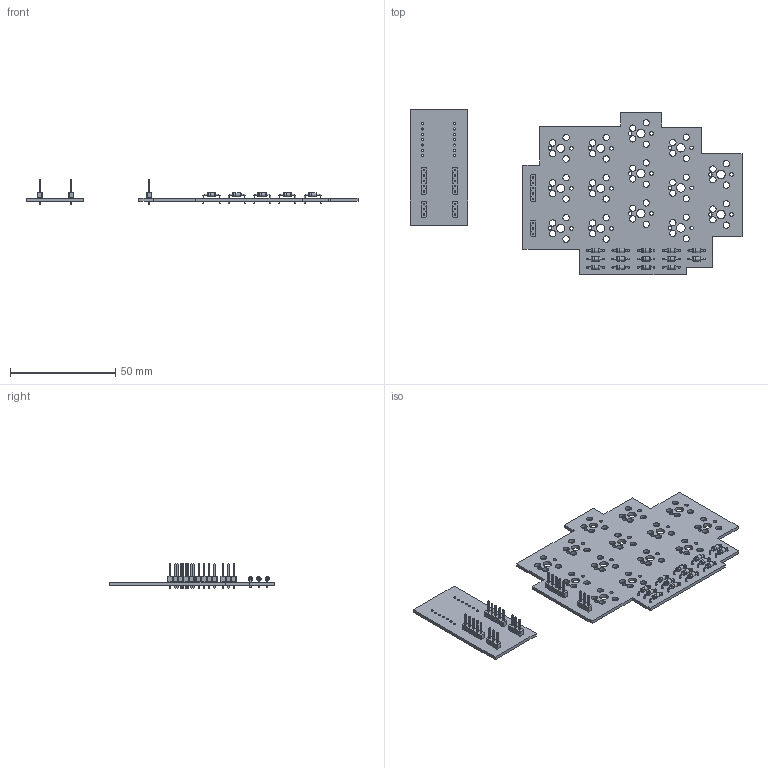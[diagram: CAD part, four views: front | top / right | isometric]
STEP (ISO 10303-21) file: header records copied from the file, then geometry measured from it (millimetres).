
FILE_DESCRIPTION(('KiCad electronic assembly'),'2;1');
FILE_NAME('singlepcbino.step','2025-08-18T20:03:36',('Pcbnew'),('Kicad') ,'Open CASCADE STEP processor 7.9','KiCad to STEP converter','Unknown' );
FILE_SCHEMA(('AUTOMOTIVE_DESIGN { 1 0 10303 214 1 1 1 1 }'));
Length unit declared in the file: millimetre
Products named in the file (7): singlepcbino 1; Diode_DO-35; PinHeader_1x05_P2.54mm_Vertical; PinHeader_1x03_P2.54mm_Vertical; singlepcbino_PCB_1; singlepcbino_PCB_2; singlepcbino 2
Assembly tree (22 placements, depth 2):
  singlepcbino 1
    Diode_DO-35  x14
    PinHeader_1x05_P2.54mm_Vertical  x3
    PinHeader_1x03_P2.54mm_Vertical  x3
    singlepcbino_PCB_1
    singlepcbino_PCB_2
  singlepcbino 2
Bounding box: 157.5 x 78.5 x 11.54 mm (x, y, z)
Volume: 11661.4 mm3; surface area: 18897.5 mm2
Topology: 36 solids, 36 shells, 1016 faces, 2328 edges, 1460 vertices
Faces by surface type: plane 712, cylinder 248, torus 56
Full cylindrical faces by diameter (mm): 0.5 x42, 0.8 x28, 1 x38, 1.702 x28, 2 x28, 2.02 x14, 3 x56, 3.988 x14
Entity records: 14923 total; most frequent: DIRECTION 2272, CARTESIAN_POINT 2181, ORIENTED_EDGE 2128, EDGE_CURVE 1064, AXIS2_PLACEMENT_3D 777, FACE_BOUND 754, EDGE_LOOP 754, LINE 718
